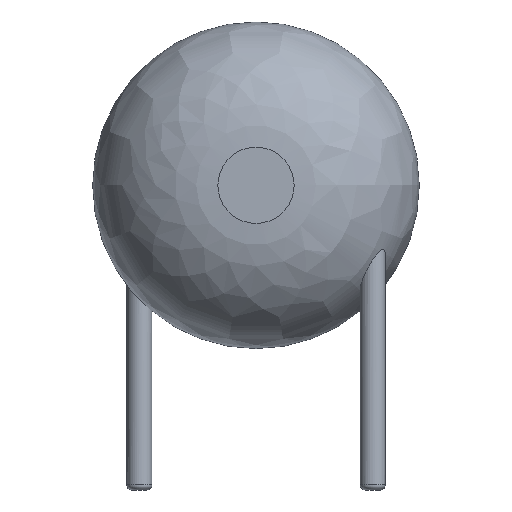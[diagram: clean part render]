
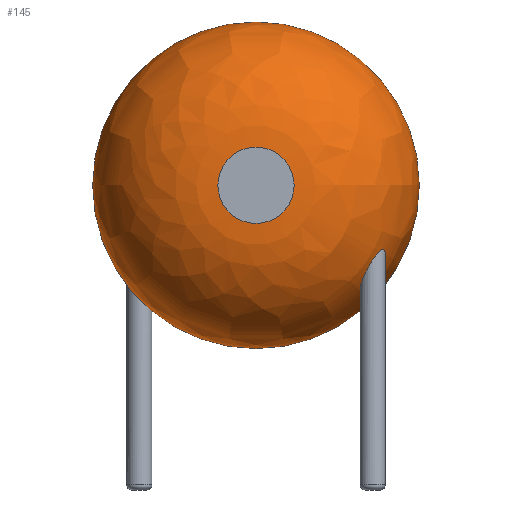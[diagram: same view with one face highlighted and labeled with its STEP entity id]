
A CAD part, front view. The second image highlights one B-rep face of the part: STEP entity #145.
In plain terms, the highlighted face is a revolution surface.
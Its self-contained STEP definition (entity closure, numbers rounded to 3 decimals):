
#24=VERTEX_POINT('',#25);
#25=CARTESIAN_POINT('',(6.,-1.467,3.53));
#29=DIRECTION('',(0.,-1.,0.));
#30=ORIENTED_EDGE('',*,*,#31,.T.);
#31=EDGE_CURVE('',#24,#24,#32,.T.);
#32=CIRCLE('',#33,3.5);
#33=AXIS2_PLACEMENT_3D('',#34,#29,#35);
#34=CARTESIAN_POINT('',(2.5,-1.467,3.53));
#35=DIRECTION('',(1.,0.,0.));
#145=ADVANCED_FACE('',(#146,#162),#240,.T.);
#146=FACE_BOUND('',#147,.T.);
#147=EDGE_LOOP('',(#30,#148,#156,#161));
#148=ORIENTED_EDGE('',*,*,#149,.T.);
#149=EDGE_CURVE('',#24,#150,#152,.T.);
#150=VERTEX_POINT('',#151);
#151=CARTESIAN_POINT('',(3.317,-4.15,3.53));
#152=CIRCLE('',#153,2.683);
#153=AXIS2_PLACEMENT_3D('',#154,#155,#35);
#154=CARTESIAN_POINT('',(3.317,-1.467,3.53));
#155=DIRECTION('',(0.,0.,-1.));
#156=ORIENTED_EDGE('',*,*,#157,.F.);
#157=EDGE_CURVE('',#150,#150,#158,.T.);
#158=CIRCLE('',#159,0.817);
#159=AXIS2_PLACEMENT_3D('',#160,#29,#35);
#160=CARTESIAN_POINT('',(2.5,-4.15,3.53));
#161=ORIENTED_EDGE('',*,*,#149,.F.);
#162=FACE_BOUND('',#163,.T.);
#163=EDGE_LOOP('',(#164,#189));
#164=ORIENTED_EDGE('',*,*,#165,.T.);
#165=EDGE_CURVE('',#166,#168,#170,.T.);
#166=VERTEX_POINT('',#167);
#167=CARTESIAN_POINT('',(5.27,-2.8,2.04));
#168=VERTEX_POINT('',#169);
#169=CARTESIAN_POINT('',(4.831,-2.59,1.259));
#170=B_SPLINE_CURVE_WITH_KNOTS('',7,(#167,#171,#172,#173,#174,#175,#176,#177,#178,#179,#180,#181,#182,#183,#184,#185,#186,#187,#188,#169),.UNSPECIFIED.,.F.,.F.,(8,6,6,8),(0.,0.328,0.749,1.),.UNSPECIFIED.);
#171=CARTESIAN_POINT('',(5.27,-2.771,2.005));
#172=CARTESIAN_POINT('',(5.266,-2.743,1.966));
#173=CARTESIAN_POINT('',(5.26,-2.717,1.926));
#174=CARTESIAN_POINT('',(5.25,-2.691,1.884));
#175=CARTESIAN_POINT('',(5.238,-2.668,1.841));
#176=CARTESIAN_POINT('',(5.223,-2.646,1.797));
#177=CARTESIAN_POINT('',(5.184,-2.6,1.698));
#178=CARTESIAN_POINT('',(5.159,-2.577,1.642));
#179=CARTESIAN_POINT('',(5.13,-2.558,1.587));
#180=CARTESIAN_POINT('',(5.097,-2.543,1.534));
#181=CARTESIAN_POINT('',(5.063,-2.533,1.483));
#182=CARTESIAN_POINT('',(5.026,-2.529,1.435));
#183=CARTESIAN_POINT('',(4.965,-2.531,1.366));
#184=CARTESIAN_POINT('',(4.941,-2.535,1.342));
#185=CARTESIAN_POINT('',(4.918,-2.54,1.319));
#186=CARTESIAN_POINT('',(4.895,-2.549,1.3));
#187=CARTESIAN_POINT('',(4.872,-2.56,1.283));
#188=CARTESIAN_POINT('',(4.851,-2.574,1.269));
#189=ORIENTED_EDGE('',*,*,#190,.T.);
#190=EDGE_CURVE('',#168,#166,#191,.T.);
#191=B_SPLINE_CURVE_WITH_KNOTS('',7,(#169,#192,#193,#194,#195,#196,#197,#198,#199,#200,#201,#202,#203,#204,#205,#206,#207,#208,#209,#210,#211,#212,#213,#214,#215,#216,#217,#218,#219,#220,#221,#222,#223,#224,#225,#226,#227,#228,#229,#230,#231,#232,#233,#234,#235,#236,#237,#238,#239,#167),.UNSPECIFIED.,.F.,.F.,(8,6,6,6,6,6,6,6,8),(0.,0.071,0.197,0.274,0.51,0.725,0.846,0.933,1.),.UNSPECIFIED.);
#192=CARTESIAN_POINT('',(4.821,-2.598,1.255));
#193=CARTESIAN_POINT('',(4.812,-2.606,1.251));
#194=CARTESIAN_POINT('',(4.803,-2.615,1.248));
#195=CARTESIAN_POINT('',(4.794,-2.624,1.245));
#196=CARTESIAN_POINT('',(4.786,-2.634,1.244));
#197=CARTESIAN_POINT('',(4.779,-2.644,1.244));
#198=CARTESIAN_POINT('',(4.76,-2.674,1.246));
#199=CARTESIAN_POINT('',(4.75,-2.694,1.25));
#200=CARTESIAN_POINT('',(4.742,-2.715,1.257));
#201=CARTESIAN_POINT('',(4.736,-2.736,1.267));
#202=CARTESIAN_POINT('',(4.732,-2.758,1.28));
#203=CARTESIAN_POINT('',(4.73,-2.779,1.294));
#204=CARTESIAN_POINT('',(4.73,-2.812,1.321));
#205=CARTESIAN_POINT('',(4.731,-2.824,1.332));
#206=CARTESIAN_POINT('',(4.732,-2.836,1.344));
#207=CARTESIAN_POINT('',(4.734,-2.848,1.356));
#208=CARTESIAN_POINT('',(4.736,-2.86,1.368));
#209=CARTESIAN_POINT('',(4.739,-2.871,1.382));
#210=CARTESIAN_POINT('',(4.754,-2.916,1.437));
#211=CARTESIAN_POINT('',(4.769,-2.947,1.484));
#212=CARTESIAN_POINT('',(4.789,-2.975,1.534));
#213=CARTESIAN_POINT('',(4.812,-2.999,1.586));
#214=CARTESIAN_POINT('',(4.837,-3.019,1.639));
#215=CARTESIAN_POINT('',(4.865,-3.036,1.693));
#216=CARTESIAN_POINT('',(4.92,-3.06,1.797));
#217=CARTESIAN_POINT('',(4.948,-3.068,1.847));
#218=CARTESIAN_POINT('',(4.978,-3.072,1.896));
#219=CARTESIAN_POINT('',(5.008,-3.073,1.944));
#220=CARTESIAN_POINT('',(5.038,-3.07,1.99));
#221=CARTESIAN_POINT('',(5.07,-3.063,2.032));
#222=CARTESIAN_POINT('',(5.118,-3.044,2.089));
#223=CARTESIAN_POINT('',(5.135,-3.035,2.108));
#224=CARTESIAN_POINT('',(5.152,-3.025,2.124));
#225=CARTESIAN_POINT('',(5.169,-3.013,2.138));
#226=CARTESIAN_POINT('',(5.185,-2.999,2.147));
#227=CARTESIAN_POINT('',(5.2,-2.983,2.153));
#228=CARTESIAN_POINT('',(5.222,-2.954,2.154));
#229=CARTESIAN_POINT('',(5.231,-2.941,2.152));
#230=CARTESIAN_POINT('',(5.239,-2.927,2.148));
#231=CARTESIAN_POINT('',(5.246,-2.914,2.142));
#232=CARTESIAN_POINT('',(5.252,-2.9,2.134));
#233=CARTESIAN_POINT('',(5.256,-2.886,2.124));
#234=CARTESIAN_POINT('',(5.263,-2.862,2.105));
#235=CARTESIAN_POINT('',(5.265,-2.851,2.095));
#236=CARTESIAN_POINT('',(5.267,-2.841,2.085));
#237=CARTESIAN_POINT('',(5.269,-2.83,2.075));
#238=CARTESIAN_POINT('',(5.27,-2.82,2.064));
#239=CARTESIAN_POINT('',(5.27,-2.81,2.052));
#240=SURFACE_OF_REVOLUTION('',#241,#252);
#241=B_SPLINE_CURVE_WITH_KNOTS('',6,(#25,#242,#243,#244,#245,#246,#247,#248,#249,#250,#251,#151),.UNSPECIFIED.,.F.,.F.,(7,5,7),(0.,0.785,1.571),.UNSPECIFIED.);
#242=CARTESIAN_POINT('',(6.,-1.818,3.53));
#243=CARTESIAN_POINT('',(5.945,-2.169,3.53));
#244=CARTESIAN_POINT('',(5.835,-2.51,3.53));
#245=CARTESIAN_POINT('',(5.672,-2.829,3.53));
#246=CARTESIAN_POINT('',(5.463,-3.116,3.53));
#247=CARTESIAN_POINT('',(4.966,-3.613,3.53));
#248=CARTESIAN_POINT('',(4.679,-3.822,3.53));
#249=CARTESIAN_POINT('',(4.36,-3.985,3.53));
#250=CARTESIAN_POINT('',(4.019,-4.095,3.53));
#251=CARTESIAN_POINT('',(3.668,-4.15,3.53));
#252=AXIS1_PLACEMENT('',#34,#29);
